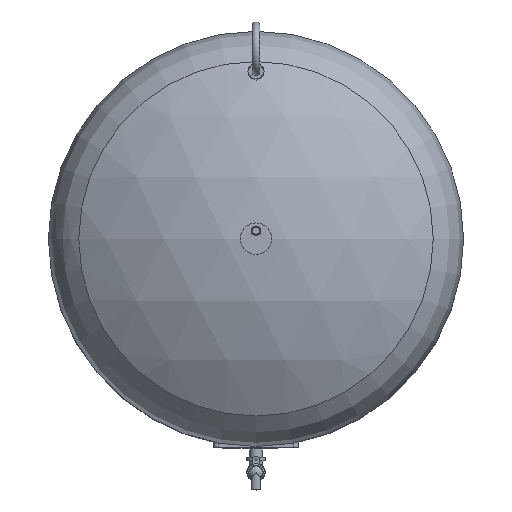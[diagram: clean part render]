
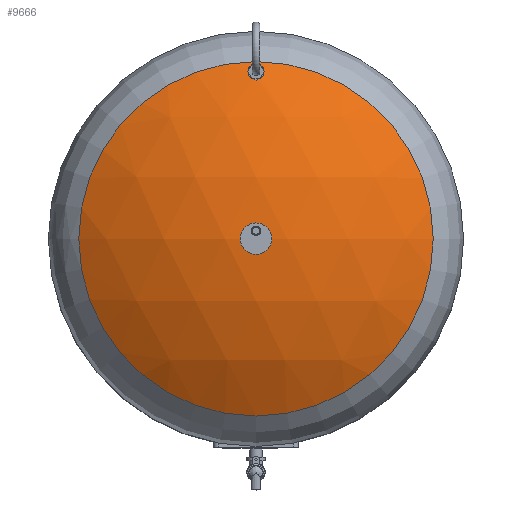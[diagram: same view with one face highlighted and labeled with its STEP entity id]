
A CAD part, top view. The second image highlights one B-rep face of the part: STEP entity #9666.
In plain terms, the highlighted spherical face has radius 509 mm.
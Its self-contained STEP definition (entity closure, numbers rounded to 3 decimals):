
#30=B_SPLINE_CURVE_WITH_KNOTS($,3,(#15992,#15993,#15994,#15995,#15996,#15997,
#15998,#15999,#16000,#16001,#16002,#16003,#16004,#16005,#16006,#16007,#16008,
#16009,#16010,#16011,#16012,#16013,#16014,#16015,#16016,#16017,#16018,#16019,
#16020,#16021,#16022,#16023,#16024,#16025,#16026,#16027,#16028,#16029,#16030,
#16031,#16032,#16033,#16034,#16035,#16036,#16037,#16038,#16039,#16040,#16041,
#16042,#16043,#16044,#16045,#16046,#16047,#16048,#16049,#16050,#16051,#16052,
#16053,#16054,#16055,#16056,#16057),.UNSPECIFIED.,.T.,.F.,(4,2,2,2,2,2,
2,2,2,2,2,2,2,2,2,2,2,2,2,2,2,2,2,2,2,2,2,2,2,2,2,2,4),(0.,2.334,
4.668,7.002,9.336,11.328,13.32,
15.312,17.304,19.296,21.289,23.281,
25.273,27.607,29.941,32.275,34.608,
36.949,39.289,41.63,43.97,45.963,
47.956,49.949,51.942,53.935,55.928,
57.921,59.914,62.255,64.595,66.935,
69.276),.UNSPECIFIED.);
#45=SPHERICAL_SURFACE($,#10664,509.);
#414=FACE_BOUND($,#2035,.T.);
#762=CIRCLE($,#10665,270.639);
#1313=FACE_OUTER_BOUND($,#2034,.T.);
#2034=EDGE_LOOP($,(#7970));
#2035=EDGE_LOOP($,(#7971));
#4654=VERTEX_POINT($,#15991);
#4655=VERTEX_POINT($,#16060);
#5823=EDGE_CURVE($,#4654,#4654,#30,.T.);
#5824=EDGE_CURVE($,#4655,#4655,#762,.T.);
#7970=ORIENTED_EDGE($,*,*,#5824,.F.);
#7971=ORIENTED_EDGE($,*,*,#5823,.T.);
#9666=ADVANCED_FACE($,(#1313,#414),#45,.T.);
#10664=AXIS2_PLACEMENT_3D($,#16059,#12953,#12954);
#10665=AXIS2_PLACEMENT_3D($,#16061,#12955,#12956);
#12953=DIRECTION('center_axis',(0.,1.,0.));
#12954=DIRECTION('ref_axis',(1.,0.,0.));
#12955=DIRECTION('center_axis',(0.,0.,
-1.));
#12956=DIRECTION('ref_axis',(-1.,0.,0.));
#15991=CARTESIAN_POINT('',(10.65,255.,861.389));
#15992=CARTESIAN_POINT('Ctrl Pts',(10.65,255.,861.389));
#15993=CARTESIAN_POINT('Ctrl Pts',(10.65,254.327,861.779));
#15994=CARTESIAN_POINT('Ctrl Pts',(10.585,253.627,862.183));
#15995=CARTESIAN_POINT('Ctrl Pts',(10.308,252.229,862.991));
#15996=CARTESIAN_POINT('Ctrl Pts',(10.095,251.53,863.394));
#15997=CARTESIAN_POINT('Ctrl Pts',(9.525,250.18,864.171));
#15998=CARTESIAN_POINT('Ctrl Pts',(9.167,249.529,864.546));
#15999=CARTESIAN_POINT('Ctrl Pts',(8.326,248.319,865.241));
#16000=CARTESIAN_POINT('Ctrl Pts',(7.843,247.759,865.562));
#16001=CARTESIAN_POINT('Ctrl Pts',(6.868,246.837,866.091));
#16002=CARTESIAN_POINT('Ctrl Pts',(6.359,246.431,866.323));
#16003=CARTESIAN_POINT('Ctrl Pts',(5.244,245.707,866.738));
#16004=CARTESIAN_POINT('Ctrl Pts',(4.638,245.388,866.92));
#16005=CARTESIAN_POINT('Ctrl Pts',(3.366,244.872,867.215));
#16006=CARTESIAN_POINT('Ctrl Pts',(2.698,244.674,867.328));
#16007=CARTESIAN_POINT('Ctrl Pts',(1.347,244.413,867.477));
#16008=CARTESIAN_POINT('Ctrl Pts',(0.664,244.35,867.513));
#16009=CARTESIAN_POINT('Ctrl Pts',(-0.664,244.35,867.513));
#16010=CARTESIAN_POINT('Ctrl Pts',(-1.347,244.413,867.477));
#16011=CARTESIAN_POINT('Ctrl Pts',(-2.698,244.674,867.328));
#16012=CARTESIAN_POINT('Ctrl Pts',(-3.366,244.872,867.215));
#16013=CARTESIAN_POINT('Ctrl Pts',(-4.638,245.388,866.92));
#16014=CARTESIAN_POINT('Ctrl Pts',(-5.244,245.707,866.738));
#16015=CARTESIAN_POINT('Ctrl Pts',(-6.359,246.431,866.323));
#16016=CARTESIAN_POINT('Ctrl Pts',(-6.868,246.837,866.091));
#16017=CARTESIAN_POINT('Ctrl Pts',(-7.843,247.759,865.562));
#16018=CARTESIAN_POINT('Ctrl Pts',(-8.326,248.319,865.241));
#16019=CARTESIAN_POINT('Ctrl Pts',(-9.167,249.529,864.546));
#16020=CARTESIAN_POINT('Ctrl Pts',(-9.525,250.18,864.171));
#16021=CARTESIAN_POINT('Ctrl Pts',(-10.095,251.53,863.394));
#16022=CARTESIAN_POINT('Ctrl Pts',(-10.308,252.229,862.991));
#16023=CARTESIAN_POINT('Ctrl Pts',(-10.585,253.627,862.183));
#16024=CARTESIAN_POINT('Ctrl Pts',(-10.65,254.327,861.779));
#16025=CARTESIAN_POINT('Ctrl Pts',(-10.65,255.675,860.998));
#16026=CARTESIAN_POINT('Ctrl Pts',(-10.585,256.376,860.592));
#16027=CARTESIAN_POINT('Ctrl Pts',(-10.307,257.776,859.779));
#16028=CARTESIAN_POINT('Ctrl Pts',(-10.093,258.476,859.372));
#16029=CARTESIAN_POINT('Ctrl Pts',(-9.522,259.826,858.586));
#16030=CARTESIAN_POINT('Ctrl Pts',(-9.164,260.477,858.207));
#16031=CARTESIAN_POINT('Ctrl Pts',(-8.322,261.687,857.5));
#16032=CARTESIAN_POINT('Ctrl Pts',(-7.838,262.247,857.173));
#16033=CARTESIAN_POINT('Ctrl Pts',(-6.863,263.167,856.635));
#16034=CARTESIAN_POINT('Ctrl Pts',(-6.355,263.572,856.398));
#16035=CARTESIAN_POINT('Ctrl Pts',(-5.242,264.294,855.974));
#16036=CARTESIAN_POINT('Ctrl Pts',(-4.637,264.612,855.788));
#16037=CARTESIAN_POINT('Ctrl Pts',(-3.365,265.128,855.485));
#16038=CARTESIAN_POINT('Ctrl Pts',(-2.698,265.326,855.369));
#16039=CARTESIAN_POINT('Ctrl Pts',(-1.347,265.587,855.216));
#16040=CARTESIAN_POINT('Ctrl Pts',(-0.664,265.65,855.179));
#16041=CARTESIAN_POINT('Ctrl Pts',(0.664,265.65,855.179));
#16042=CARTESIAN_POINT('Ctrl Pts',(1.347,265.587,855.216));
#16043=CARTESIAN_POINT('Ctrl Pts',(2.698,265.326,855.369));
#16044=CARTESIAN_POINT('Ctrl Pts',(3.365,265.128,855.485));
#16045=CARTESIAN_POINT('Ctrl Pts',(4.637,264.612,855.788));
#16046=CARTESIAN_POINT('Ctrl Pts',(5.242,264.294,855.974));
#16047=CARTESIAN_POINT('Ctrl Pts',(6.355,263.572,856.398));
#16048=CARTESIAN_POINT('Ctrl Pts',(6.863,263.167,856.635));
#16049=CARTESIAN_POINT('Ctrl Pts',(7.838,262.247,857.173));
#16050=CARTESIAN_POINT('Ctrl Pts',(8.322,261.687,857.5));
#16051=CARTESIAN_POINT('Ctrl Pts',(9.164,260.477,858.207));
#16052=CARTESIAN_POINT('Ctrl Pts',(9.522,259.826,858.586));
#16053=CARTESIAN_POINT('Ctrl Pts',(10.093,258.476,859.372));
#16054=CARTESIAN_POINT('Ctrl Pts',(10.307,257.776,859.779));
#16055=CARTESIAN_POINT('Ctrl Pts',(10.585,256.376,860.592));
#16056=CARTESIAN_POINT('Ctrl Pts',(10.65,255.675,860.998));
#16057=CARTESIAN_POINT('Ctrl Pts',(10.65,255.,861.389));
#16059=CARTESIAN_POINT('Origin',(0.,0.,
421.));
#16060=CARTESIAN_POINT('',(-270.639,0.,852.086));
#16061=CARTESIAN_POINT('Origin',(0.,0.,
852.086));
